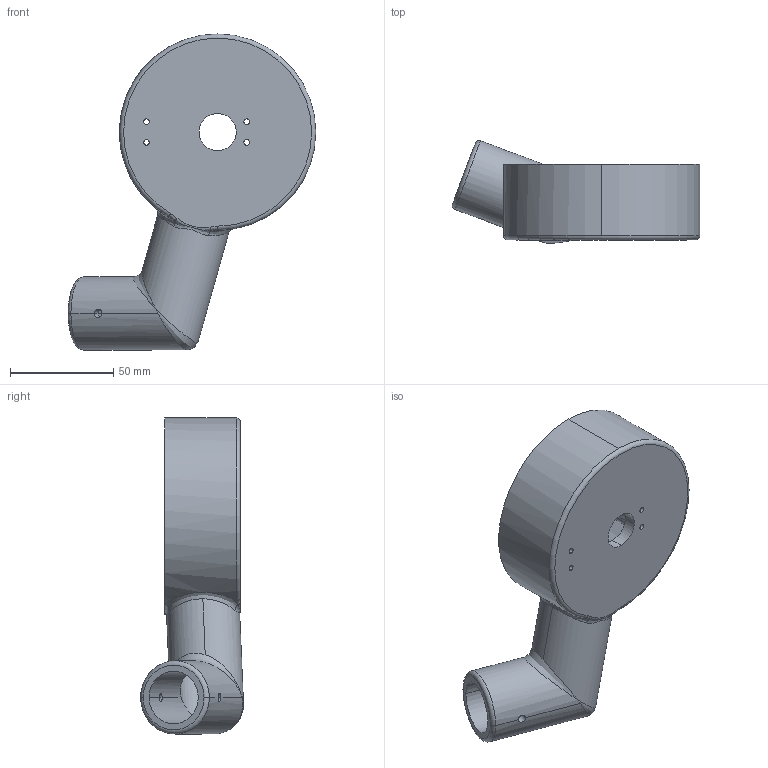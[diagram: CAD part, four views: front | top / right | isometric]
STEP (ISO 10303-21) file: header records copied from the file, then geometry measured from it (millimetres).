
FILE_DESCRIPTION (( 'STEP AP203' ), '1' );
FILE_NAME ('M_3_L.STEP', '2025-12-04T09:11:04', ( '' ), ( '' ), 'SwSTEP 2.0', 'SolidWorks 2022', '' );
FILE_SCHEMA (( 'CONFIG_CONTROL_DESIGN' ));
Length unit declared in the file: millimetre
Products named in the file (1): M_3_L
Bounding box: 119.78 x 49.77 x 152.98 mm (x, y, z)
Volume: 135953.7 mm3; surface area: 53739.9 mm2
Topology: 1 solids, 1 shells, 74 faces, 199 edges, 126 vertices
Faces by surface type: cylinder 49, plane 11, bspline 9, torus 5
Entity records: 3602 total; most frequent: CARTESIAN_POINT 1719, ORIENTED_EDGE 390, DIRECTION 374, EDGE_CURVE 195, AXIS2_PLACEMENT_3D 161, VERTEX_POINT 126, CIRCLE 95, EDGE_LOOP 91
